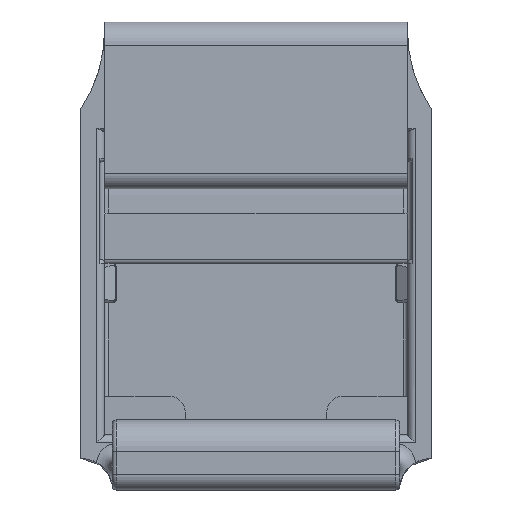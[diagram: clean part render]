
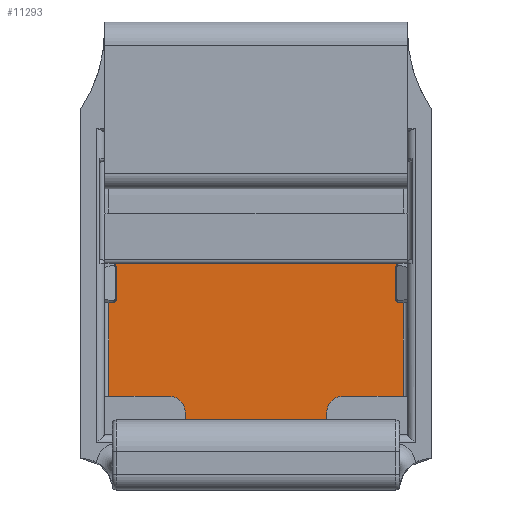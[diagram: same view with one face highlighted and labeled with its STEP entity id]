
A CAD part, front view. The second image highlights one B-rep face of the part: STEP entity #11293.
In plain terms, the highlighted planar face has unit normal (0, -1, 0).
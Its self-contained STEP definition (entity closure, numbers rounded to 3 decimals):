
#600=PLANE('',#11989);
#1585=FACE_OUTER_BOUND('',#2239,.T.);
#2239=EDGE_LOOP('',(#10024,#10025,#10026,#10027,#10028,#10029,#10030,#10031,
#10032,#10033));
#2393=LINE('',#14339,#3368);
#2669=LINE('',#16058,#3644);
#2676=LINE('',#16078,#3651);
#3060=LINE('',#19056,#4035);
#3064=LINE('',#19065,#4039);
#3068=LINE('',#19078,#4043);
#3114=LINE('',#19808,#4089);
#3115=LINE('',#19810,#4090);
#3368=VECTOR('',#12070,10.);
#3644=VECTOR('',#12688,10.);
#3651=VECTOR('',#12707,10.);
#4035=VECTOR('',#13443,10.);
#4039=VECTOR('',#13453,10.);
#4043=VECTOR('',#13469,10.);
#4089=VECTOR('',#13561,10.);
#4090=VECTOR('',#13564,10.);
#4427=CIRCLE('',#11633,1.);
#4430=CIRCLE('',#11639,1.);
#4553=VERTEX_POINT('',#14336);
#4554=VERTEX_POINT('',#14338);
#4949=VERTEX_POINT('',#16046);
#4950=VERTEX_POINT('',#16048);
#4952=VERTEX_POINT('',#16057);
#4956=VERTEX_POINT('',#16066);
#4957=VERTEX_POINT('',#16068);
#4959=VERTEX_POINT('',#16077);
#5255=VERTEX_POINT('',#19055);
#5257=VERTEX_POINT('',#19064);
#5656=EDGE_CURVE('',#4554,#4553,#2393,.T.);
#6145=EDGE_CURVE('',#4949,#4950,#4427,.F.);
#6150=EDGE_CURVE('',#4952,#4950,#2669,.T.);
#6155=EDGE_CURVE('',#4956,#4957,#4430,.F.);
#6160=EDGE_CURVE('',#4959,#4957,#2676,.T.);
#6723=EDGE_CURVE('',#4952,#5255,#3060,.T.);
#6728=EDGE_CURVE('',#4554,#5257,#3064,.T.);
#6736=EDGE_CURVE('',#4959,#4553,#3068,.T.);
#6898=EDGE_CURVE('',#4956,#5255,#3114,.T.);
#6899=EDGE_CURVE('',#4949,#5257,#3115,.T.);
#10024=ORIENTED_EDGE('',*,*,#5656,.T.);
#10025=ORIENTED_EDGE('',*,*,#6736,.F.);
#10026=ORIENTED_EDGE('',*,*,#6160,.T.);
#10027=ORIENTED_EDGE('',*,*,#6155,.F.);
#10028=ORIENTED_EDGE('',*,*,#6898,.T.);
#10029=ORIENTED_EDGE('',*,*,#6723,.F.);
#10030=ORIENTED_EDGE('',*,*,#6150,.T.);
#10031=ORIENTED_EDGE('',*,*,#6145,.F.);
#10032=ORIENTED_EDGE('',*,*,#6899,.T.);
#10033=ORIENTED_EDGE('',*,*,#6728,.F.);
#11293=ADVANCED_FACE('',(#1585),#600,.F.);
#11633=AXIS2_PLACEMENT_3D('',#16049,#12678,#12679);
#11639=AXIS2_PLACEMENT_3D('',#16069,#12697,#12698);
#11989=AXIS2_PLACEMENT_3D('',#20350,#13918,#13919);
#12070=DIRECTION('',(-1.,0.,0.));
#12678=DIRECTION('center_axis',(0.,1.,0.));
#12679=DIRECTION('ref_axis',(-0.707,0.,0.707));
#12688=DIRECTION('',(0.,0.,1.));
#12697=DIRECTION('center_axis',(0.,1.,0.));
#12698=DIRECTION('ref_axis',(0.707,0.,0.707));
#12707=DIRECTION('',(1.,0.,0.));
#13443=DIRECTION('',(-1.,0.,0.));
#13453=DIRECTION('',(0.,0.,-1.));
#13469=DIRECTION('',(0.,0.,1.));
#13561=DIRECTION('',(0.,0.,-1.));
#13564=DIRECTION('',(1.,0.,0.));
#13918=DIRECTION('center_axis',(0.,1.,0.));
#13919=DIRECTION('ref_axis',(-1.,0.,0.));
#14336=CARTESIAN_POINT('',(-9.375,13.5,1.275));
#14338=CARTESIAN_POINT('',(9.375,13.5,1.275));
#14339=CARTESIAN_POINT('',(-4.813,13.5,1.275));
#16046=CARTESIAN_POINT('',(5.5,13.5,-7.175));
#16048=CARTESIAN_POINT('',(4.5,13.5,-8.175));
#16049=CARTESIAN_POINT('Origin',(5.5,13.5,-8.175));
#16057=CARTESIAN_POINT('',(4.5,13.5,-9.375));
#16058=CARTESIAN_POINT('',(4.5,13.5,-3.588));
#16066=CARTESIAN_POINT('',(-4.5,13.5,-8.175));
#16068=CARTESIAN_POINT('',(-5.5,13.5,-7.175));
#16069=CARTESIAN_POINT('Origin',(-5.5,13.5,-8.175));
#16077=CARTESIAN_POINT('',(-9.375,13.5,-7.175));
#16078=CARTESIAN_POINT('',(-2.25,13.5,-7.175));
#19055=CARTESIAN_POINT('',(-4.5,13.5,-9.375));
#19056=CARTESIAN_POINT('',(-4.813,13.5,-9.375));
#19064=CARTESIAN_POINT('',(9.375,13.5,-7.175));
#19065=CARTESIAN_POINT('',(9.375,13.5,-4.813));
#19078=CARTESIAN_POINT('',(-9.375,13.5,4.813));
#19808=CARTESIAN_POINT('',(-4.5,13.5,-4.813));
#19810=CARTESIAN_POINT('',(4.813,13.5,-7.175));
#20350=CARTESIAN_POINT('Origin',(0.,13.5,0.));
